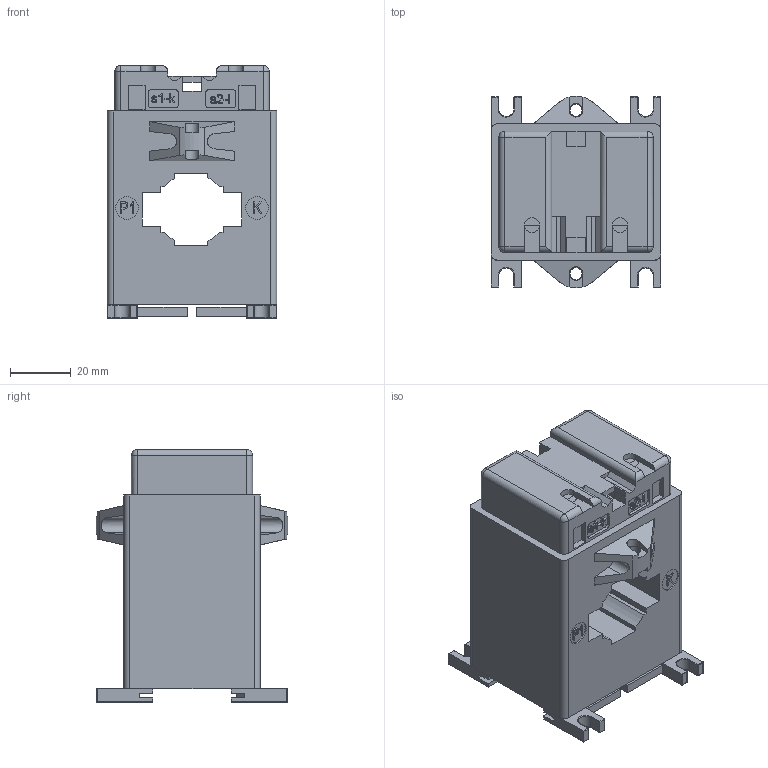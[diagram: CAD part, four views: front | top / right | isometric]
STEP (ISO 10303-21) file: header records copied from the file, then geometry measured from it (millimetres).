
FILE_DESCRIPTION(/* description */ (''),/* implementation_level */ '2;1');
FILE_NAME(/* name */ 'CAD_3D-DM25T.stp',/* time_stamp */ '2025-04-08T14:39:55+02:00',/* author */ (''),/* organization */ (''),/* preprocessor_version */ 'ST-DEVELOPER v16.7',/* originating_system */ 'SIEMENS PLM Software NX 12.0',/* authorisation */ '');
FILE_SCHEMA (('AP203_CONFIGURATION_CONTROLLED_3D_DESIGN_OF_MECHANICAL_PARTS_AND_ASSEMBLIES_MIM_LF { 1 0 10303 403 2 1 2}'));
Length unit declared in the file: millimetre
Products named in the file (1): Pulc1F140B5Fe55b
Bounding box: 56 x 63.13 x 83.5 mm (x, y, z)
Volume: 168122.5 mm3; surface area: 35110.4 mm2
Topology: 11 solids, 11 shells, 446 faces, 1082 edges, 671 vertices
Faces by surface type: plane 272, cylinder 117, bspline 29, sphere 28
Entity records: 15039 total; most frequent: CARTESIAN_POINT 5096, ORIENTED_EDGE 2164, DIRECTION 1775, EDGE_CURVE 1082, VERTEX_POINT 670, AXIS2_PLACEMENT_3D 600, LINE 575, VECTOR 575
